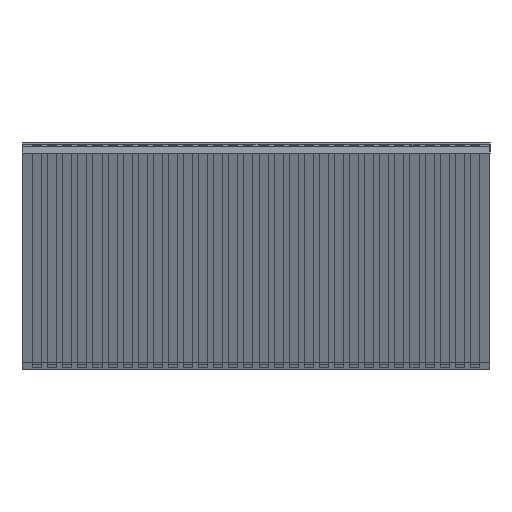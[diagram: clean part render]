
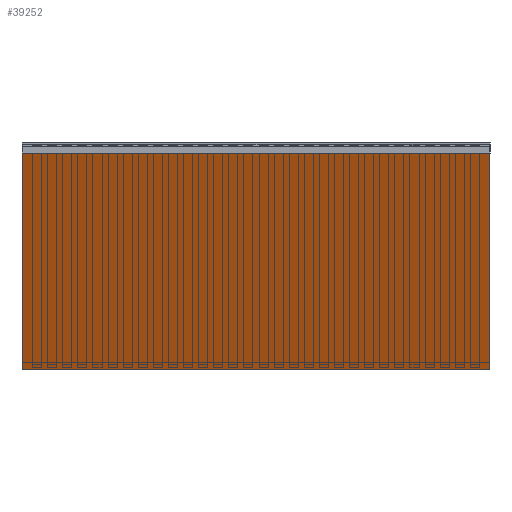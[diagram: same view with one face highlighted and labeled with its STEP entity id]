
A CAD part, left-side view. The second image highlights one B-rep face of the part: STEP entity #39252.
In plain terms, the highlighted planar face has unit normal (-0.911, 0, -0.412).
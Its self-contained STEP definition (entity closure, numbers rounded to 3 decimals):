
#2395=ORIENTED_EDGE('',*,*,#10631,.T.);
#2396=ORIENTED_EDGE('',*,*,#10619,.F.);
#2397=ORIENTED_EDGE('',*,*,#10632,.F.);
#2398=ORIENTED_EDGE('',*,*,#10628,.T.);
#10619=EDGE_CURVE('',#14676,#14675,#17553,.T.);
#10628=EDGE_CURVE('',#14683,#14682,#17561,.T.);
#10631=EDGE_CURVE('',#14682,#14675,#17563,.T.);
#10632=EDGE_CURVE('',#14683,#14676,#17564,.T.);
#14675=VERTEX_POINT('',#49849);
#14676=VERTEX_POINT('',#49851);
#14682=VERTEX_POINT('',#49874);
#14683=VERTEX_POINT('',#49876);
#17553=LINE('',#49852,#21721);
#17561=LINE('',#49875,#21729);
#17563=LINE('',#49884,#21731);
#17564=LINE('',#49885,#21732);
#21721=VECTOR('',#42604,1000.);
#21729=VECTOR('',#42622,1000.);
#21731=VECTOR('',#42626,1000.);
#21732=VECTOR('',#42627,1000.);
#25449=EDGE_LOOP('',(#2395,#2396,#2397,#2398));
#26829=FACE_BOUND('',#25449,.T.);
#28209=PLANE('',#40639);
#39252=ADVANCED_FACE('',(#26829),#28209,.F.);
#40639=AXIS2_PLACEMENT_3D('',#49883,#42624,#42625);
#42604=DIRECTION('',(0.,-1.,0.));
#42622=DIRECTION('',(0.,-1.,0.));
#42624=DIRECTION('',(0.911,0.,0.412));
#42625=DIRECTION('',(0.412,0.,-0.911));
#42626=DIRECTION('',(-0.412,0.,0.911));
#42627=DIRECTION('',(-0.412,0.,0.911));
#49849=CARTESIAN_POINT('',(35.04,0.,-0.167));
#49851=CARTESIAN_POINT('',(35.04,15.5,-0.167));
#49852=CARTESIAN_POINT('',(35.04,15.5,-0.167));
#49874=CARTESIAN_POINT('',(38.337,0.,-7.457));
#49875=CARTESIAN_POINT('',(38.337,15.5,-7.457));
#49876=CARTESIAN_POINT('',(38.337,15.5,-7.457));
#49883=CARTESIAN_POINT('',(35.04,15.5,-0.167));
#49884=CARTESIAN_POINT('',(35.04,0.,-0.167));
#49885=CARTESIAN_POINT('',(35.04,15.5,-0.167));
